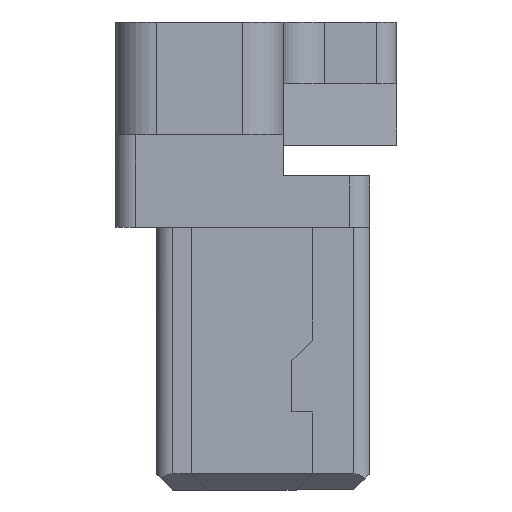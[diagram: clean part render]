
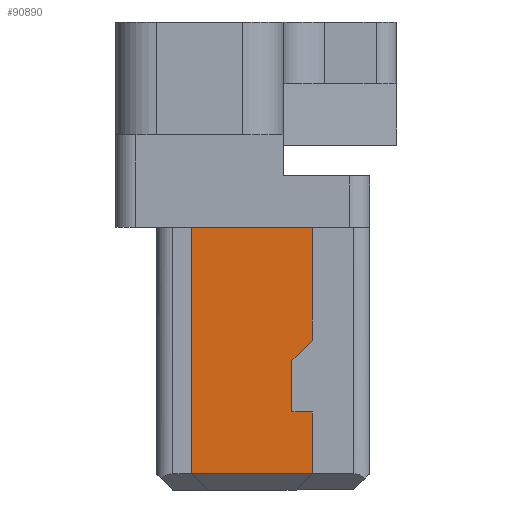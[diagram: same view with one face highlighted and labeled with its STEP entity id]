
A CAD part, left-side view. The second image highlights one B-rep face of the part: STEP entity #90890.
In plain terms, the highlighted face is planar.
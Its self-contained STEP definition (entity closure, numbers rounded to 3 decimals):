
#64690=CARTESIAN_POINT('',(29.897,67.416,12.625));
#64700=VERTEX_POINT('',#64690);
#64730=CARTESIAN_POINT('',(29.897,67.531,12.625));
#64740=DIRECTION('',(0.,-1.,0.));
#64750=VECTOR('',#64740,1.);
#64760=LINE('',#64730,#64750);
#64770=CARTESIAN_POINT('',(29.897,68.006,12.625));
#64780=VERTEX_POINT('',#64770);
#64790=EDGE_CURVE('',#64780,#64700,#64760,.T.);
#65970=CARTESIAN_POINT('',(29.347,67.906,12.625));
#65980=VERTEX_POINT('',#65970);
#66010=CARTESIAN_POINT('',(28.822,68.431,12.625));
#66020=DIRECTION('',(-0.707,0.707,0.));
#66030=VECTOR('',#66020,1.);
#66040=LINE('',#66010,#66030);
#66050=CARTESIAN_POINT('',(29.247,68.006,12.625));
#66060=VERTEX_POINT('',#66050);
#66070=EDGE_CURVE('',#65980,#66060,#66040,.T.);
#87920=CARTESIAN_POINT('',(28.822,68.006,12.625));
#87930=DIRECTION('',(1.,0.,0.));
#87940=VECTOR('',#87930,1.);
#87950=LINE('',#87920,#87940);
#87960=CARTESIAN_POINT('',(28.697,68.006,12.625));
#87970=VERTEX_POINT('',#87960);
#87980=EDGE_CURVE('',#87970,#66060,#87950,.T.);
#90060=CARTESIAN_POINT('',(29.597,68.006,12.625));
#90070=VERTEX_POINT('',#90060);
#90080=EDGE_CURVE('',#90070,#64780,#87950,.T.);
#90280=CARTESIAN_POINT('',(29.597,56.396,12.625));
#90290=DIRECTION('',(0.,-1.,0.));
#90300=VECTOR('',#90290,1.);
#90310=LINE('',#90280,#90300);
#90320=CARTESIAN_POINT('',(29.597,67.906,12.625));
#90330=VERTEX_POINT('',#90320);
#90340=EDGE_CURVE('',#90070,#90330,#90310,.T.);
#90520=CARTESIAN_POINT('',(28.822,67.906,12.625));
#90530=DIRECTION('',(-1.,0.,0.));
#90540=VECTOR('',#90530,1.);
#90550=LINE('',#90520,#90540);
#90560=EDGE_CURVE('',#90330,#65980,#90550,.T.);
#90620=CARTESIAN_POINT('',(29.977,67.646,12.625));
#90630=DIRECTION('',(0.,0.,1.));
#90640=DIRECTION('',(1.,0.,0.));
#90650=AXIS2_PLACEMENT_3D('',#90620,#90630,#90640);
#90660=PLANE('',#90650);
#90670=CARTESIAN_POINT('',(0.,67.416,12.625));
#90680=DIRECTION('',(1.,0.,0.));
#90690=VECTOR('',#90680,1.);
#90700=LINE('',#90670,#90690);
#90710=CARTESIAN_POINT('',(28.697,67.416,12.625));
#90720=VERTEX_POINT('',#90710);
#90730=EDGE_CURVE('',#90720,#64700,#90700,.T.);
#90740=ORIENTED_EDGE('',*,*,#90730,.T.);
#90750=CARTESIAN_POINT('',(28.697,0.,12.625));
#90760=DIRECTION('',(0.,1.,0.));
#90770=VECTOR('',#90760,1.);
#90780=LINE('',#90750,#90770);
#90790=EDGE_CURVE('',#90720,#87970,#90780,.T.);
#90800=ORIENTED_EDGE('',*,*,#90790,.F.);
#90810=ORIENTED_EDGE('',*,*,#87980,.F.);
#90820=ORIENTED_EDGE('',*,*,#66070,.T.);
#90830=ORIENTED_EDGE('',*,*,#90560,.T.);
#90840=ORIENTED_EDGE('',*,*,#90340,.T.);
#90850=ORIENTED_EDGE('',*,*,#90080,.F.);
#90860=ORIENTED_EDGE('',*,*,#64790,.F.);
#90870=EDGE_LOOP('',(#90860,#90850,#90840,#90830,#90820,#90810,#90800,
#90740));
#90880=FACE_OUTER_BOUND('',#90870,.T.);
#90890=ADVANCED_FACE('',(#90880),#90660,.T.);
